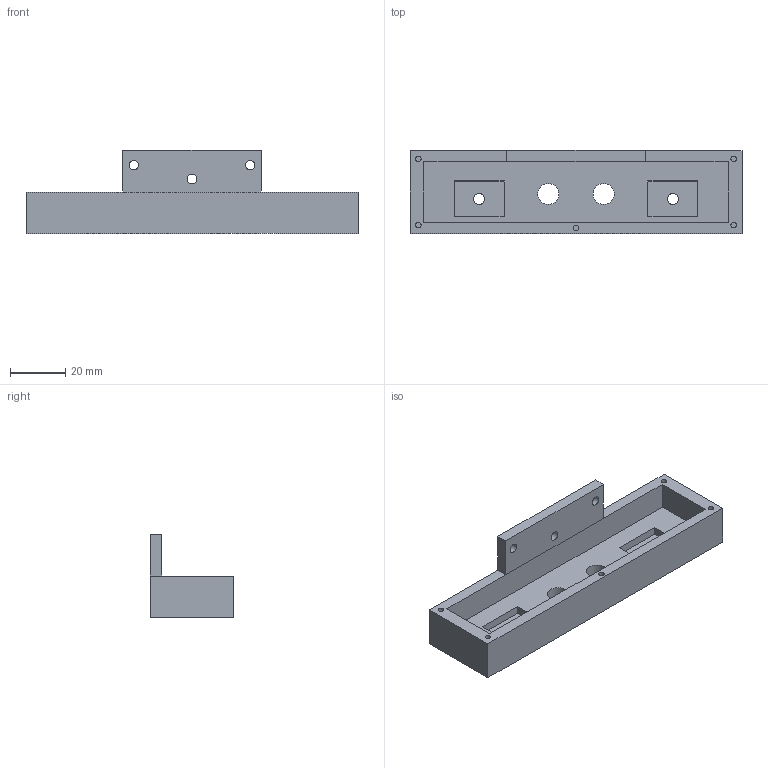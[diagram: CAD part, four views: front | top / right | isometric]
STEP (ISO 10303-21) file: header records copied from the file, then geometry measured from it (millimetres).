
FILE_DESCRIPTION(('FreeCAD Model'),'2;1');
FILE_NAME('StereoscopicWebcamRig.step','2015-10-30T23:17:59',('Author'),(''), 'Open CASCADE STEP processor 6.8','FreeCAD','Unknown');
FILE_SCHEMA(('AUTOMOTIVE_DESIGN_CC2 { 1 2 10303 214 -1 1 5 4 }'));
Length unit declared in the file: millimetre
Products named in the file (1): Chamfer001
Bounding box: 120 x 30 x 30 mm (x, y, z)
Volume: 30611.4 mm3; surface area: 16765 mm2
Topology: 1 solids, 1 shells, 45 faces, 102 edges, 66 vertices
Faces by surface type: plane 31, cylinder 12, cone 2
Full cylindrical faces by diameter (mm): 2 x5, 3.4 x3, 4 x2, 7.6 x2
Entity records: 2649 total; most frequent: CARTESIAN_POINT 470, DIRECTION 412, LINE 252, VECTOR 252, ORIENTED_EDGE 204, PCURVE 204, DEFINITIONAL_REPRESENTATION 204, EDGE_CURVE 102
